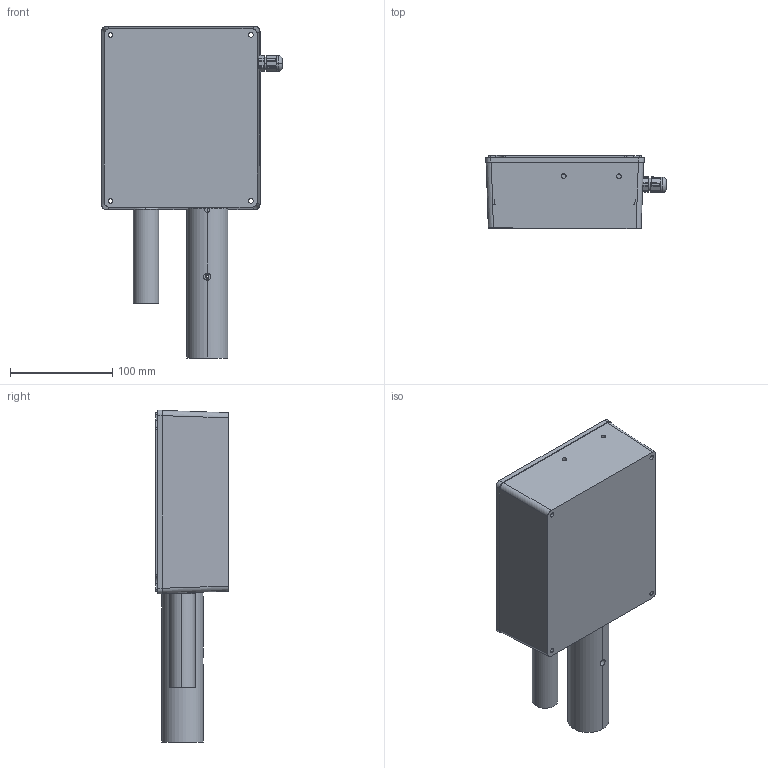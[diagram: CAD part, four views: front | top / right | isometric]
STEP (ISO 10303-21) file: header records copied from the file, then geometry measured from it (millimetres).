
FILE_DESCRIPTION(('CoCreate Modeling STEP Export'),'2;1');
FILE_NAME('NAS_000_000_Smog_sensor_v3.stp','2018-01-14T16:27:21',(''),(''),'CoCreate Modeling STEP processor for AP214 (Solid Model)','CoCreate Modeling 16.00A 16-Aug-2008 (C) Parametric Technology GmbH','');
FILE_SCHEMA(('AUTOMOTIVE_DESIGN { 1 0 10303 214 1 1 1 1 }'));
Length unit declared in the file: millimetre
Products named in the file (44): PG_7; Fuse_holder.1; Fuse_holder.2; PIN_8-2_54.prt; Wemos_plate; Wemos; SCHRAUBKLEMME_BLAU_300V_16A.prt.1.1; SOLID1.PRT_1; SOLID2-27.PRT_1; SOLID2-28.PRT_1; SOLID2-29.PRT_1; SOLID2-30.PRT; SOLID2-31.PRT; SOLID4.PRT_1; WHITEHOUNSING5P.ASM; SOLID1.PRT_2; SOLID2-25.PRT; SOLID2-26.PRT_1; SOLID2-27.PRT_2; SOLID4.PRT_2; WHITEHOUNSING3P.ASM; SOLID1.PRT; SOLID2-26.PRT; SOLID2-27.PRT; SOLID2-28.PRT; SOLID2-29.PRT; SOLID4.PRT; WHITEHOUNSING4P.ASM; FUSE5X20; Wemon_assembly; PSM_3003; NAS-001-003_Sensor_tube; NAS-001-002_Holder_PSM_3003; Power_supply; DHT22; Box; NAS-001-004_Heater_holder.1; Heater; NAS-002-001-Tube_BME; Goldpin_BME-BMP208 ...
Assembly tree (49 placements, depth 4):
  NAS_000_000_Smog_sensor_v3
    NAS-002-000-BME-BMP200
      O-Ring.1  x2
      BME-BMP208
      Goldpin_BME-BMP208
      NAS-002-001-Tube_BME
    Heater
    NAS-001-004_Heater_holder.1  x2
    Box
    DHT22
    Power_supply
    NAS-001-002_Holder_PSM_3003
    NAS-001-003_Sensor_tube
    PSM_3003
    Wemon_assembly
      FUSE5X20
      WHITEHOUNSING4P.ASM
        SOLID4.PRT
        SOLID2-29.PRT
        SOLID2-28.PRT
        SOLID2-27.PRT
        SOLID2-26.PRT
        SOLID1.PRT
      WHITEHOUNSING3P.ASM
        SOLID4.PRT_2
        SOLID2-27.PRT_2
        SOLID2-26.PRT_1
        SOLID2-25.PRT
        SOLID1.PRT_2
      WHITEHOUNSING5P.ASM
        SOLID4.PRT_1
        SOLID2-31.PRT
        SOLID2-30.PRT
        SOLID2-29.PRT_1
        SOLID2-28.PRT_1
        SOLID2-27.PRT_1
        SOLID1.PRT_1
      SCHRAUBKLEMME_BLAU_300V_16A.prt.1.1  x4
      Wemos
      Wemos_plate
      PIN_8-2_54.prt  x2
      Fuse_holder.2
      Fuse_holder.1
    PG_7
Bounding box: 176.84 x 71.28 x 325 mm (x, y, z)
Volume: 564063.5 mm3; surface area: 254088 mm2
Topology: 43 solids, 43 shells, 1797 faces, 4477 edges, 2863 vertices
Faces by surface type: plane 1304, cylinder 377, cone 94, torus 18, sphere 4
Entity records: 50330 total; most frequent: CARTESIAN_POINT 14286, ORIENTED_EDGE 6818, DIRECTION 5897, EDGE_CURVE 3409, VECTOR 2385, LINE 2385, VERTEX_POINT 2184, AXIS2_PLACEMENT_3D 1756
